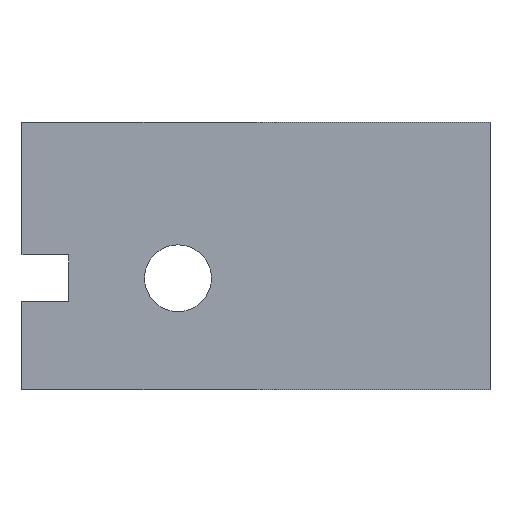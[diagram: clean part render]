
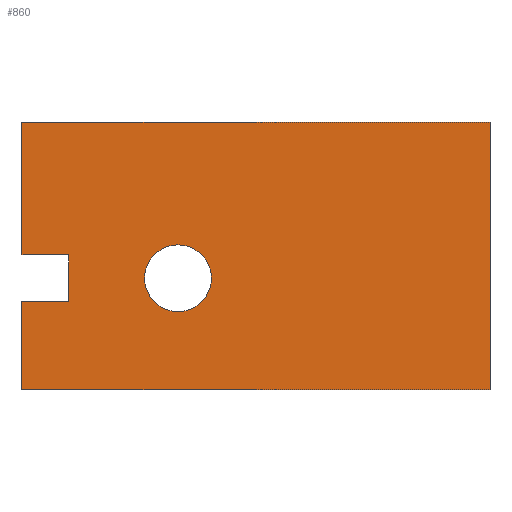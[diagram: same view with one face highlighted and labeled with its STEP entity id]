
A CAD part, left-side view. The second image highlights one B-rep face of the part: STEP entity #860.
In plain terms, the highlighted planar face has unit normal (-1, 0, 0).
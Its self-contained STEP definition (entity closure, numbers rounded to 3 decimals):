
#15=FACE_BOUND('',#98,.T.);
#33=PLANE('',#921);
#52=FACE_OUTER_BOUND('',#97,.T.);
#97=EDGE_LOOP('',(#594,#595,#596,#597,#598,#599,#600,#601));
#98=EDGE_LOOP('',(#602));
#152=LINE('',#1298,#227);
#156=LINE('',#1306,#231);
#159=LINE('',#1312,#234);
#168=LINE('',#1329,#243);
#169=LINE('',#1332,#244);
#170=LINE('',#1334,#245);
#171=LINE('',#1336,#246);
#172=LINE('',#1337,#247);
#227=VECTOR('',#1024,10.);
#231=VECTOR('',#1030,10.);
#234=VECTOR('',#1035,10.);
#243=VECTOR('',#1046,10.);
#244=VECTOR('',#1049,10.);
#245=VECTOR('',#1050,10.);
#246=VECTOR('',#1051,10.);
#247=VECTOR('',#1052,10.);
#302=CIRCLE('',#916,3.);
#356=VERTEX_POINT('',#1292);
#357=VERTEX_POINT('',#1296);
#358=VERTEX_POINT('',#1297);
#361=VERTEX_POINT('',#1305);
#363=VERTEX_POINT('',#1311);
#370=VERTEX_POINT('',#1327);
#371=VERTEX_POINT('',#1331);
#372=VERTEX_POINT('',#1333);
#373=VERTEX_POINT('',#1335);
#443=EDGE_CURVE('',#356,#356,#302,.T.);
#444=EDGE_CURVE('',#357,#358,#152,.T.);
#448=EDGE_CURVE('',#358,#361,#156,.T.);
#451=EDGE_CURVE('',#363,#357,#159,.T.);
#460=EDGE_CURVE('',#370,#361,#168,.T.);
#461=EDGE_CURVE('',#371,#370,#169,.T.);
#462=EDGE_CURVE('',#371,#372,#170,.T.);
#463=EDGE_CURVE('',#372,#373,#171,.T.);
#464=EDGE_CURVE('',#363,#373,#172,.T.);
#594=ORIENTED_EDGE('',*,*,#451,.T.);
#595=ORIENTED_EDGE('',*,*,#444,.T.);
#596=ORIENTED_EDGE('',*,*,#448,.T.);
#597=ORIENTED_EDGE('',*,*,#460,.F.);
#598=ORIENTED_EDGE('',*,*,#461,.F.);
#599=ORIENTED_EDGE('',*,*,#462,.T.);
#600=ORIENTED_EDGE('',*,*,#463,.T.);
#601=ORIENTED_EDGE('',*,*,#464,.F.);
#602=ORIENTED_EDGE('',*,*,#443,.T.);
#860=ADVANCED_FACE('',(#52,#15),#33,.T.);
#916=AXIS2_PLACEMENT_3D('',#1294,#1020,#1021);
#921=AXIS2_PLACEMENT_3D('',#1330,#1047,#1048);
#1020=DIRECTION('center_axis',(1.,0.,0.));
#1021=DIRECTION('ref_axis',(0.,1.,0.));
#1024=DIRECTION('',(0.,0.,-1.));
#1030=DIRECTION('',(0.,1.,0.));
#1035=DIRECTION('',(0.,-1.,0.));
#1046=DIRECTION('',(0.,0.,1.));
#1047=DIRECTION('center_axis',(-1.,0.,0.));
#1048=DIRECTION('ref_axis',(0.,0.,1.));
#1049=DIRECTION('',(0.,1.,0.));
#1050=DIRECTION('',(0.,0.,1.));
#1051=DIRECTION('',(0.,1.,0.));
#1052=DIRECTION('',(0.,0.,1.));
#1292=CARTESIAN_POINT('',(-119.082,25.,40.925));
#1294=CARTESIAN_POINT('Origin',(-119.082,28.,40.925));
#1296=CARTESIAN_POINT('',(-119.082,37.8,43.025));
#1297=CARTESIAN_POINT('',(-119.082,37.8,38.825));
#1298=CARTESIAN_POINT('',(-119.082,37.8,34.875));
#1305=CARTESIAN_POINT('',(-119.082,42.,38.825));
#1306=CARTESIAN_POINT('',(-119.082,21.,38.825));
#1311=CARTESIAN_POINT('',(-119.082,42.,43.025));
#1312=CARTESIAN_POINT('',(-119.082,18.9,43.025));
#1327=CARTESIAN_POINT('',(-119.082,42.,30.925));
#1329=CARTESIAN_POINT('',(-119.082,42.,30.925));
#1330=CARTESIAN_POINT('Origin',(-119.082,0.,30.925));
#1331=CARTESIAN_POINT('',(-119.082,0.,30.925));
#1332=CARTESIAN_POINT('',(-119.082,0.,30.925));
#1333=CARTESIAN_POINT('',(-119.082,0.,54.925));
#1334=CARTESIAN_POINT('',(-119.082,0.,30.925));
#1335=CARTESIAN_POINT('',(-119.082,42.,54.925));
#1336=CARTESIAN_POINT('',(-119.082,0.,54.925));
#1337=CARTESIAN_POINT('',(-119.082,42.,30.925));
